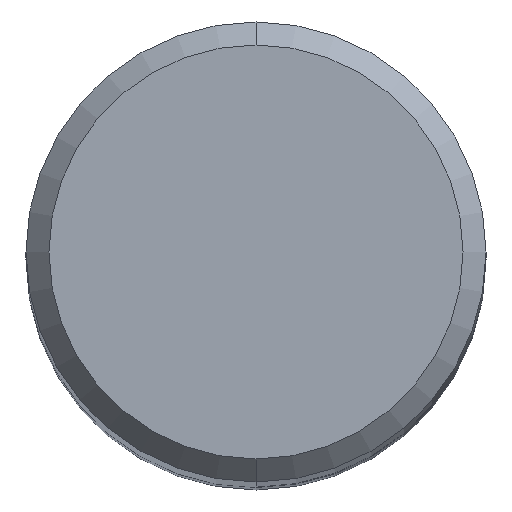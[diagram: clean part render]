
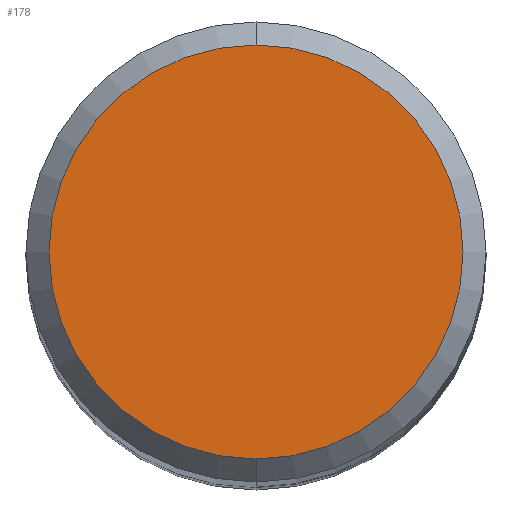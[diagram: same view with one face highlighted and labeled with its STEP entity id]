
A CAD part, top view. The second image highlights one B-rep face of the part: STEP entity #178.
In plain terms, the highlighted planar face has unit normal (0, 0, 1).
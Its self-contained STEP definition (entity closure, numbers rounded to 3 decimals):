
#178=ADVANCED_FACE('',(#472),#473,.T.);
#212=VERTEX_POINT('',#508);
#280=EDGE_CURVE('',#212,#432,#580,.T.);
#404=EDGE_CURVE('',#432,#212,#719,.T.);
#432=VERTEX_POINT('',#751);
#472=FACE_OUTER_BOUND('',#789,.T.);
#473=PLANE('',#790);
#508=CARTESIAN_POINT('',(0.0,3.6,0.0));
#580=CIRCLE('',#992,3.6);
#719=CIRCLE('',#1316,3.6);
#751=CARTESIAN_POINT('',(0.,-3.6,0.0));
#789=EDGE_LOOP('',(#1409,#1410));
#790=AXIS2_PLACEMENT_3D('',#1411,#1412,#1413);
#992=AXIS2_PLACEMENT_3D('',#1499,#1500,#1501);
#1316=AXIS2_PLACEMENT_3D('',#1660,#1661,#1662);
#1409=ORIENTED_EDGE('',*,*,#280,.F.);
#1410=ORIENTED_EDGE('',*,*,#404,.F.);
#1411=CARTESIAN_POINT('',(0.0,1.8,0.0));
#1412=DIRECTION('',(-0.0,0.0,1.0));
#1413=DIRECTION('',(0.0,-1.0,0.0));
#1499=CARTESIAN_POINT('',(0.0,0.0,0.0));
#1500=DIRECTION('',(0.0,0.0,-1.0));
#1501=DIRECTION('',(0.0,1.0,0.0));
#1660=CARTESIAN_POINT('',(0.0,0.0,0.0));
#1661=DIRECTION('',(0.0,0.0,-1.0));
#1662=DIRECTION('',(0.0,1.0,0.0));
